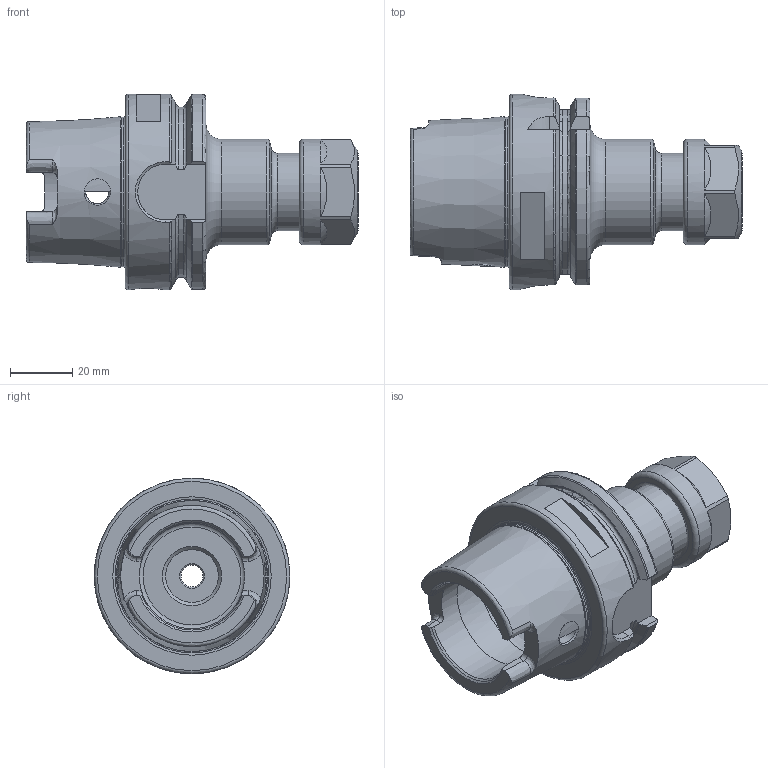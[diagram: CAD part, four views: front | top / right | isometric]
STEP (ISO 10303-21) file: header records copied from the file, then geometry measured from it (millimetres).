
FILE_DESCRIPTION(/* description */ (''),/* implementation_level */ '2;1');
FILE_NAME(/* name */ 'HSK063A-ER20H-075.stp',/* time_stamp */ '2019-05-28T14:38:14-05:00',/* author */ ('ldfli'),/* organization */ (''),/* preprocessor_version */ 'ST-DEVELOPER v18',/* originating_system */ 'Autodesk Inventor LT',/* authorisation */ '');
FILE_SCHEMA (('AUTOMOTIVE_DESIGN { 1 0 10303 214 3 1 1 }'));
Length unit declared in the file: millimetre
Products named in the file (1): HSK063A-ER20H-075
Bounding box: 107 x 63 x 63 mm (x, y, z)
Volume: 109105.7 mm3; surface area: 31607.6 mm2
Topology: 2 solids, 2 shells, 172 faces, 515 edges, 355 vertices
Faces by surface type: plane 62, torus 33, cone 32, cylinder 32, bspline 13
Full cylindrical faces by diameter (mm): 7 x1, 7.5 x2, 10 x1, 14 x1, 14.5 x1, 15.71 x1, 17 x1, 18.708 x1, 19 x1, 23.5 x1, 25 x1, 26 x1, 34 x4, 40 x1, 48.241 x1, 63 x1
Entity records: 7392 total; most frequent: CARTESIAN_POINT 2797, ORIENTED_EDGE 1032, DIRECTION 923, EDGE_CURVE 516, AXIS2_PLACEMENT_3D 395, VERTEX_POINT 356, CIRCLE 235, EDGE_LOOP 188
